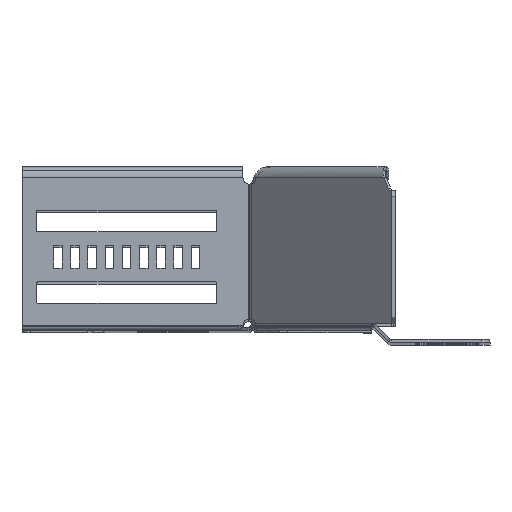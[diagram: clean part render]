
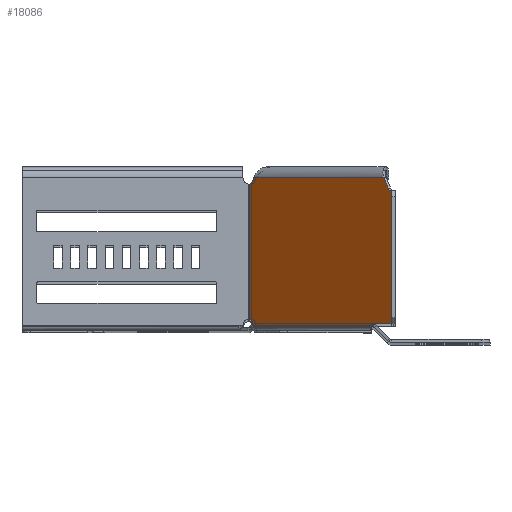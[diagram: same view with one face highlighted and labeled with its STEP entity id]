
A CAD part, top view. The second image highlights one B-rep face of the part: STEP entity #18086.
In plain terms, the highlighted face is planar.
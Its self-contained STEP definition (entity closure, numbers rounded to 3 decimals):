
#81 = CARTESIAN_POINT ( 'NONE',  ( -79.35, 1.75, -6.75 ) ) ;
#841 = ORIENTED_EDGE ( 'NONE', *, *, #5917, .F. ) ;
#1432 = CARTESIAN_POINT ( 'NONE',  ( -149.72, 2.25, -6.75 ) ) ;
#1447 = CARTESIAN_POINT ( 'NONE',  ( -141.09, 2.25, -6.75 ) ) ;
#1565 = DIRECTION ( 'NONE',  ( 0., 1., 0. ) ) ;
#1722 = EDGE_CURVE ( 'NONE', #19043, #6971, #11360, .T. ) ;
#3133 = CIRCLE ( 'NONE', #20869, 2.25 ) ;
#4455 = CARTESIAN_POINT ( 'NONE',  ( -148.141, 49.575, -6.75 ) ) ;
#4544 = CARTESIAN_POINT ( 'NONE',  ( -206.54, 1.75, -6.75 ) ) ;
#4947 = EDGE_CURVE ( 'NONE', #13753, #6487, #8238, .T. ) ;
#4960 = DIRECTION ( 'NONE',  ( 0., 0., -1. ) ) ;
#5289 = VECTOR ( 'NONE', #9798, 1000. ) ;
#5917 = EDGE_CURVE ( 'NONE', #20926, #12099, #3133, .T. ) ;
#6181 = VERTEX_POINT ( 'NONE', #13799 ) ;
#6242 = DIRECTION ( 'NONE',  ( 0., 1., 0. ) ) ;
#6334 = CARTESIAN_POINT ( 'NONE',  ( -149.72, 48.481, -6.75 ) ) ;
#6480 = EDGE_CURVE ( 'NONE', #6487, #9408, #11497, .T. ) ;
#6487 = VERTEX_POINT ( 'NONE', #1447 ) ;
#6968 = EDGE_CURVE ( 'NONE', #19043, #20926, #14040, .T. ) ;
#6971 = VERTEX_POINT ( 'NONE', #10705 ) ;
#7031 = CARTESIAN_POINT ( 'NONE',  ( -79.72, 0., -6.75 ) ) ;
#7351 = LINE ( 'NONE', #15365, #8854 ) ;
#7429 = VECTOR ( 'NONE', #19066, 1000. ) ;
#7497 = AXIS2_PLACEMENT_3D ( 'NONE', #81, #4960, #18432 ) ;
#7573 = CARTESIAN_POINT ( 'NONE',  ( -79.72, 51.031, -6.75 ) ) ;
#7600 = VECTOR ( 'NONE', #17733, 1000. ) ;
#7898 = CARTESIAN_POINT ( 'NONE',  ( -206.54, 0., -6.75 ) ) ;
#8075 = VECTOR ( 'NONE', #21843, 1000. ) ;
#8128 = LINE ( 'NONE', #9908, #9917 ) ;
#8234 = DIRECTION ( 'NONE',  ( -0.5, 0.866, 0. ) ) ;
#8238 = LINE ( 'NONE', #21629, #8075 ) ;
#8241 = DIRECTION ( 'NONE',  ( 0., 1., 0. ) ) ;
#8415 = AXIS2_PLACEMENT_3D ( 'NONE', #7898, #9793, #6242 ) ;
#8503 = CARTESIAN_POINT ( 'NONE',  ( -79.35, 53.25, -6.75 ) ) ;
#8538 = ORIENTED_EDGE ( 'NONE', *, *, #9923, .F. ) ;
#8854 = VECTOR ( 'NONE', #10463, 1000. ) ;
#9408 = VERTEX_POINT ( 'NONE', #21694 ) ;
#9477 = CIRCLE ( 'NONE', #11610, 2.25 ) ;
#9793 = DIRECTION ( 'NONE',  ( 0., 0., 1. ) ) ;
#9798 = DIRECTION ( 'NONE',  ( 1., 0., 0. ) ) ;
#9809 = CARTESIAN_POINT ( 'NONE',  ( -150.09, 50.7, -6.75 ) ) ;
#9908 = CARTESIAN_POINT ( 'NONE',  ( -81.299, 52.125, -6.75 ) ) ;
#9917 = VECTOR ( 'NONE', #8234, 1000. ) ;
#9923 = EDGE_CURVE ( 'NONE', #16838, #6181, #9477, .T. ) ;
#9931 = VERTEX_POINT ( 'NONE', #14044 ) ;
#9958 = ORIENTED_EDGE ( 'NONE', *, *, #6480, .F. ) ;
#10064 = AXIS2_PLACEMENT_3D ( 'NONE', #15243, #16914, #1565 ) ;
#10463 = DIRECTION ( 'NONE',  ( 0., -1., 0. ) ) ;
#10549 = CARTESIAN_POINT ( 'NONE',  ( -79.72, 3.969, -6.75 ) ) ;
#10705 = CARTESIAN_POINT ( 'NONE',  ( -81.948, 53.25, -6.75 ) ) ;
#10813 = CARTESIAN_POINT ( 'NONE',  ( -137.139, 68.632, -6.75 ) ) ;
#11312 = DIRECTION ( 'NONE',  ( 1., 0., 0. ) ) ;
#11360 = LINE ( 'NONE', #14796, #5289 ) ;
#11497 = CIRCLE ( 'NONE', #10064, 2.25 ) ;
#11610 = AXIS2_PLACEMENT_3D ( 'NONE', #8503, #17309, #15300 ) ;
#11619 = EDGE_LOOP ( 'NONE', ( #20261, #841, #14215, #20908, #21113, #8538, #15874, #20891, #19250, #9958, #11627 ) ) ;
#11627 = ORIENTED_EDGE ( 'NONE', *, *, #4947, .F. ) ;
#12099 = VERTEX_POINT ( 'NONE', #6334 ) ;
#13111 = EDGE_CURVE ( 'NONE', #9931, #19853, #17111, .T. ) ;
#13353 = PLANE ( 'NONE',  #8415 ) ;
#13753 = VERTEX_POINT ( 'NONE', #1432 ) ;
#13799 = CARTESIAN_POINT ( 'NONE',  ( -81.299, 52.125, -6.75 ) ) ;
#14040 = LINE ( 'NONE', #10813, #7600 ) ;
#14044 = CARTESIAN_POINT ( 'NONE',  ( -81.6, 1.75, -6.75 ) ) ;
#14215 = ORIENTED_EDGE ( 'NONE', *, *, #6968, .F. ) ;
#14630 = LINE ( 'NONE', #4544, #18461 ) ;
#14681 = FACE_OUTER_BOUND ( 'NONE', #11619, .T. ) ;
#14796 = CARTESIAN_POINT ( 'NONE',  ( -206.54, 53.25, -6.75 ) ) ;
#14808 = DIRECTION ( 'NONE',  ( 0., 0., -1. ) ) ;
#15243 = CARTESIAN_POINT ( 'NONE',  ( -141.09, 0., -6.75 ) ) ;
#15300 = DIRECTION ( 'NONE',  ( 0., 1., 0. ) ) ;
#15365 = CARTESIAN_POINT ( 'NONE',  ( -149.72, 0., -6.75 ) ) ;
#15874 = ORIENTED_EDGE ( 'NONE', *, *, #19575, .T. ) ;
#16737 = CARTESIAN_POINT ( 'NONE',  ( -146.02, 53.25, -6.75 ) ) ;
#16838 = VERTEX_POINT ( 'NONE', #7573 ) ;
#16914 = DIRECTION ( 'NONE',  ( 0., 0., -1. ) ) ;
#17111 = CIRCLE ( 'NONE', #7497, 2.25 ) ;
#17309 = DIRECTION ( 'NONE',  ( 0., 0., -1. ) ) ;
#17733 = DIRECTION ( 'NONE',  ( -0.5, -0.866, 0. ) ) ;
#18086 = ADVANCED_FACE ( 'NONE', ( #14681 ), #13353, .F. ) ;
#18432 = DIRECTION ( 'NONE',  ( 0., 1., 0. ) ) ;
#18461 = VECTOR ( 'NONE', #11312, 1000. ) ;
#18724 = LINE ( 'NONE', #7031, #7429 ) ;
#19043 = VERTEX_POINT ( 'NONE', #16737 ) ;
#19066 = DIRECTION ( 'NONE',  ( 0., -1., 0. ) ) ;
#19250 = ORIENTED_EDGE ( 'NONE', *, *, #20235, .F. ) ;
#19321 = EDGE_CURVE ( 'NONE', #6181, #6971, #8128, .T. ) ;
#19544 = EDGE_CURVE ( 'NONE', #12099, #13753, #7351, .T. ) ;
#19575 = EDGE_CURVE ( 'NONE', #16838, #19853, #18724, .T. ) ;
#19853 = VERTEX_POINT ( 'NONE', #10549 ) ;
#20235 = EDGE_CURVE ( 'NONE', #9408, #9931, #14630, .T. ) ;
#20261 = ORIENTED_EDGE ( 'NONE', *, *, #19544, .F. ) ;
#20869 = AXIS2_PLACEMENT_3D ( 'NONE', #9809, #14808, #8241 ) ;
#20891 = ORIENTED_EDGE ( 'NONE', *, *, #13111, .F. ) ;
#20908 = ORIENTED_EDGE ( 'NONE', *, *, #1722, .T. ) ;
#20926 = VERTEX_POINT ( 'NONE', #4455 ) ;
#21113 = ORIENTED_EDGE ( 'NONE', *, *, #19321, .F. ) ;
#21629 = CARTESIAN_POINT ( 'NONE',  ( -206.54, 2.25, -6.75 ) ) ;
#21694 = CARTESIAN_POINT ( 'NONE',  ( -139.676, 1.75, -6.75 ) ) ;
#21843 = DIRECTION ( 'NONE',  ( 1., 0., 0. ) ) ;
